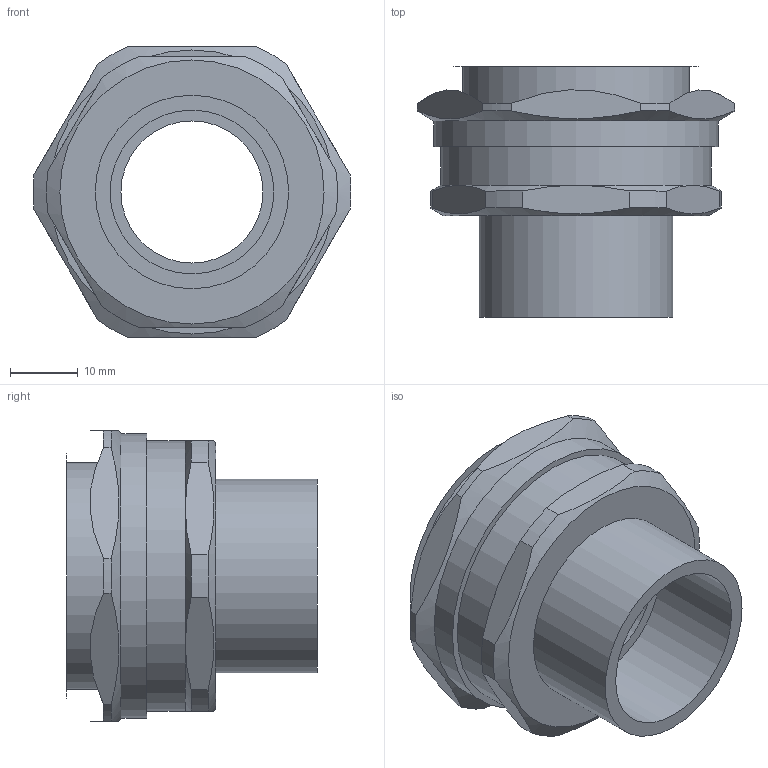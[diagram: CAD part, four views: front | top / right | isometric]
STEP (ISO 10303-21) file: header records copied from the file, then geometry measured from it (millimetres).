
FILE_DESCRIPTION(/* description */ (''),/* implementation_level */ '2;1');
FILE_NAME(/* name */ '',/* time_stamp */ '2025-10-07T14:14:23+07:00',/* author */ ('zeta-72'),/* organization */ (''),/* preprocessor_version */ 'ST-DEVELOPER v19.2',/* originating_system */ 'Autodesk Inventor 2024',/* authorisation */ '');
FILE_SCHEMA (('AUTOMOTIVE_DESIGN { 1 0 10303 214 3 1 1 }'));
Length unit declared in the file: millimetre
Products named in the file (1): Сборка МВВ-G
 3)4-МР25_Упростить_1
Bounding box: 46.98 x 37.03 x 43 mm (x, y, z)
Volume: 16452.4 mm3; surface area: 12496.8 mm2
Topology: 1 solids, 1 shells, 47 faces, 113 edges, 73 vertices
Faces by surface type: cylinder 19, plane 19, cone 9
Full cylindrical faces by diameter (mm): 21 x1, 24 x1, 24.2 x1, 28.6 x1, 33.5 x1, 40 x1, 42 x1
Entity records: 1450 total; most frequent: CARTESIAN_POINT 294, DIRECTION 228, ORIENTED_EDGE 226, EDGE_CURVE 113, AXIS2_PLACEMENT_3D 97, VERTEX_POINT 73, EDGE_LOOP 54, CIRCLE 49
